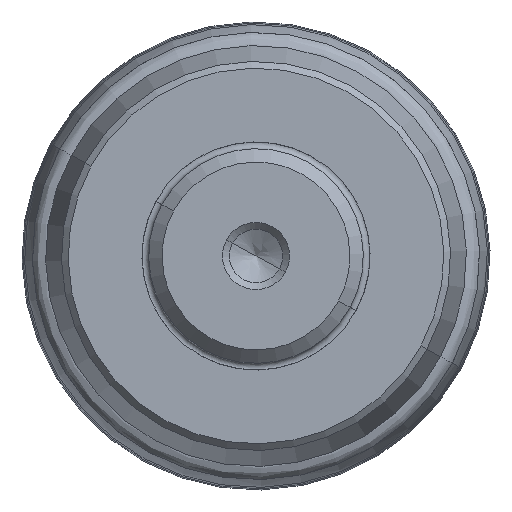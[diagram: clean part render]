
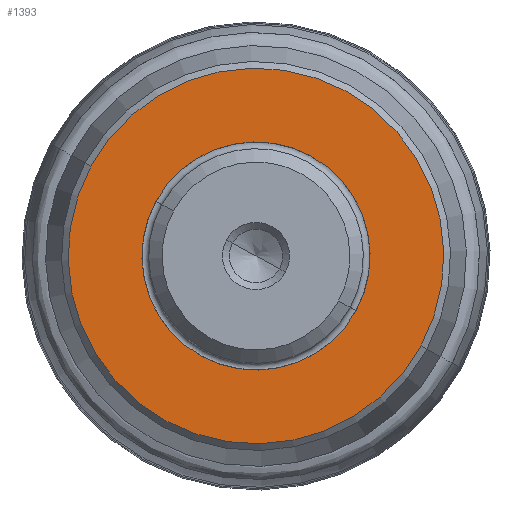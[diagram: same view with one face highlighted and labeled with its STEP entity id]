
A CAD part, left-side view. The second image highlights one B-rep face of the part: STEP entity #1393.
In plain terms, the highlighted planar face has unit normal (-1, 0, 0).
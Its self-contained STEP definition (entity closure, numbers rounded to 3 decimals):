
#1014=CARTESIAN_POINT('Vertex',(23.001,12.356,6.721)) ;
#1017=CARTESIAN_POINT('Axis2P3D Location',(23.001,0.07,0.009)) ;
#1021=CARTESIAN_POINT('Vertex',(23.001,-12.217,-6.703)) ;
#1036=CARTESIAN_POINT('Axis2P3D Location',(23.001,0.07,0.009)) ;
#1053=CARTESIAN_POINT('Axis2P3D Location',(23.001,0.07,0.009)) ;
#1057=CARTESIAN_POINT('Vertex',(23.001,7.532,4.086)) ;
#1059=CARTESIAN_POINT('Vertex',(23.001,-7.393,-4.068)) ;
#1088=CARTESIAN_POINT('Axis2P3D Location',(23.001,0.07,0.009)) ;
#1380=CARTESIAN_POINT('Axis2P3D Location',(23.001,8.573,0.009)) ;
#1018=DIRECTION('Axis2P3D Direction',(1.,0.,0.)) ;
#1037=DIRECTION('Axis2P3D Direction',(1.,0.,0.)) ;
#1054=DIRECTION('Axis2P3D Direction',(1.,0.,0.)) ;
#1089=DIRECTION('Axis2P3D Direction',(1.,0.,0.)) ;
#1381=DIRECTION('Axis2P3D Direction',(1.,0.,0.)) ;
#1382=DIRECTION('Axis2P3D XDirection',(0.,1.,0.)) ;
#1019=AXIS2_PLACEMENT_3D('Circle Axis2P3D',#1017,#1018,$) ;
#1038=AXIS2_PLACEMENT_3D('Circle Axis2P3D',#1036,#1037,$) ;
#1055=AXIS2_PLACEMENT_3D('Circle Axis2P3D',#1053,#1054,$) ;
#1090=AXIS2_PLACEMENT_3D('Circle Axis2P3D',#1088,#1089,$) ;
#1383=AXIS2_PLACEMENT_3D('Plane Axis2P3D',#1380,#1381,#1382) ;
#1386=ORIENTED_EDGE('',*,*,#1023,.F.) ;
#1387=ORIENTED_EDGE('',*,*,#1040,.F.) ;
#1390=ORIENTED_EDGE('',*,*,#1092,.T.) ;
#1391=ORIENTED_EDGE('',*,*,#1061,.T.) ;
#1392=FACE_BOUND('',#1389,.T.) ;
#1393=ADVANCED_FACE('Hauptk\X2\00F6\X0\rper',(#1388,#1392),#1384,.F.) ;
#1020=CIRCLE('generated circle',#1019,14.) ;
#1039=CIRCLE('generated circle',#1038,14.) ;
#1056=CIRCLE('generated circle',#1055,8.504) ;
#1091=CIRCLE('generated circle',#1090,8.504) ;
#1023=EDGE_CURVE('',#1015,#1022,#1020,.T.) ;
#1040=EDGE_CURVE('',#1022,#1015,#1039,.T.) ;
#1061=EDGE_CURVE('',#1058,#1060,#1056,.T.) ;
#1092=EDGE_CURVE('',#1060,#1058,#1091,.T.) ;
#1385=EDGE_LOOP('',(#1386,#1387)) ;
#1389=EDGE_LOOP('',(#1390,#1391)) ;
#1388=FACE_OUTER_BOUND('',#1385,.T.) ;
#1384=PLANE('',#1383) ;
#1015=VERTEX_POINT('',#1014) ;
#1022=VERTEX_POINT('',#1021) ;
#1058=VERTEX_POINT('',#1057) ;
#1060=VERTEX_POINT('',#1059) ;
